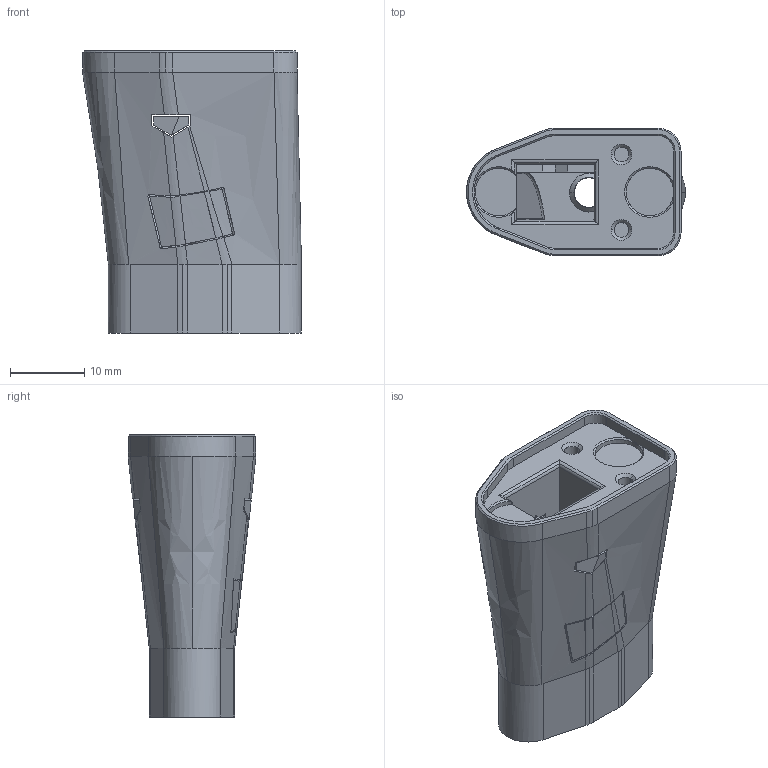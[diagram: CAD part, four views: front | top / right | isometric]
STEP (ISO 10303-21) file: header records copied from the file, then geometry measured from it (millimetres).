
FILE_DESCRIPTION(('STEP AP214'),'1');
FILE_NAME('BLTouch-M2.5ScrewHoles.stp','2022-03-06T18:07:58',(' '),(' '),'Spatial InterOp 3D',' ',' ');
FILE_SCHEMA(('automotive_design'));
Length unit declared in the file: inch
Products named in the file (4): 1; 2; 3; 4
Bounding box: 29.47 x 17.2 x 37.97 mm (x, y, z)
Volume: 9489.3 mm3; surface area: 4747.7 mm2
Topology: 4 solids, 4 shells, 203 faces, 536 edges, 339 vertices
Faces by surface type: plane 85, cylinder 55, bspline 34, cone 26, revolution 2, offset 1
Entity records: 10553 total; most frequent: CARTESIAN_POINT 4190, ORIENTED_EDGE 1068, DIRECTION 808, EDGE_CURVE 534, VERTEX_POINT 339, AXIS2_PLACEMENT_3D 279, LINE 247, VECTOR 247
